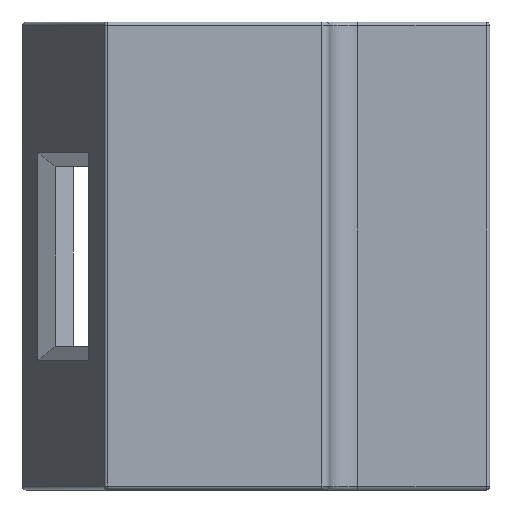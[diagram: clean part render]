
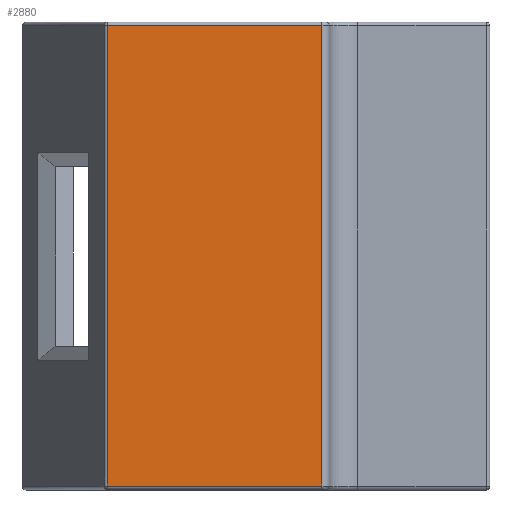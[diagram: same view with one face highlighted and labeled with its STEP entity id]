
A CAD part, top view. The second image highlights one B-rep face of the part: STEP entity #2880.
In plain terms, the highlighted planar face has unit normal (0, 0, 1).
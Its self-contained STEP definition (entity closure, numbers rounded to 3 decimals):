
#148=PLANE('',#3202);
#290=FACE_OUTER_BOUND('',#462,.T.);
#462=EDGE_LOOP('',(#2518,#2519,#2520,#2521));
#748=LINE('',#4926,#1031);
#750=LINE('',#4948,#1033);
#751=LINE('',#4951,#1034);
#754=LINE('',#4982,#1037);
#1031=VECTOR('',#3912,10.);
#1033=VECTOR('',#3930,10.);
#1034=VECTOR('',#3933,10.);
#1037=VECTOR('',#3966,10.);
#1427=VERTEX_POINT('',#4883);
#1432=VERTEX_POINT('',#4900);
#1444=VERTEX_POINT('',#4944);
#1445=VERTEX_POINT('',#4950);
#1822=EDGE_CURVE('',#1427,#1432,#748,.T.);
#1829=EDGE_CURVE('',#1444,#1427,#750,.T.);
#1830=EDGE_CURVE('',#1432,#1445,#751,.T.);
#1842=EDGE_CURVE('',#1445,#1444,#754,.T.);
#2518=ORIENTED_EDGE('',*,*,#1830,.F.);
#2519=ORIENTED_EDGE('',*,*,#1822,.F.);
#2520=ORIENTED_EDGE('',*,*,#1829,.F.);
#2521=ORIENTED_EDGE('',*,*,#1842,.F.);
#2880=ADVANCED_FACE('',(#290),#148,.T.);
#3202=AXIS2_PLACEMENT_3D('',#4981,#3964,#3965);
#3912=DIRECTION('',(0.,1.,0.));
#3930=DIRECTION('',(-1.,0.,0.));
#3933=DIRECTION('',(1.,0.,0.));
#3964=DIRECTION('center_axis',(0.,0.,1.));
#3965=DIRECTION('ref_axis',(1.,0.,0.));
#3966=DIRECTION('',(0.,-1.,0.));
#4883=CARTESIAN_POINT('',(11.811,18.1,-5.313));
#4900=CARTESIAN_POINT('',(11.811,81.9,-5.313));
#4926=CARTESIAN_POINT('',(11.811,50.,-5.313));
#4944=CARTESIAN_POINT('',(41.512,18.1,-5.313));
#4948=CARTESIAN_POINT('',(21.931,18.1,-5.313));
#4950=CARTESIAN_POINT('',(41.512,81.9,-5.313));
#4951=CARTESIAN_POINT('',(21.931,81.9,-5.313));
#4981=CARTESIAN_POINT('Origin',(11.463,50.,-5.313));
#4982=CARTESIAN_POINT('',(41.512,50.,-5.313));
